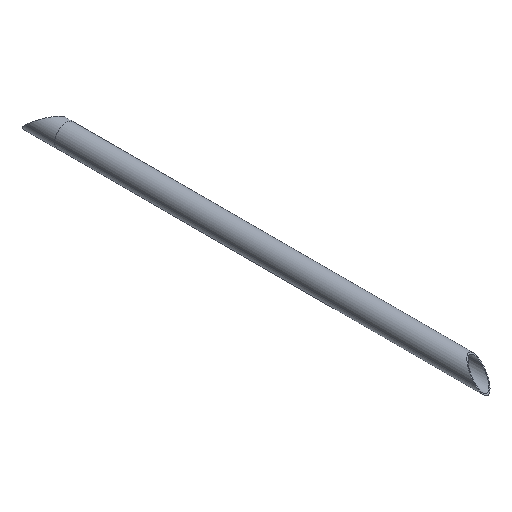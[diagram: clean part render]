
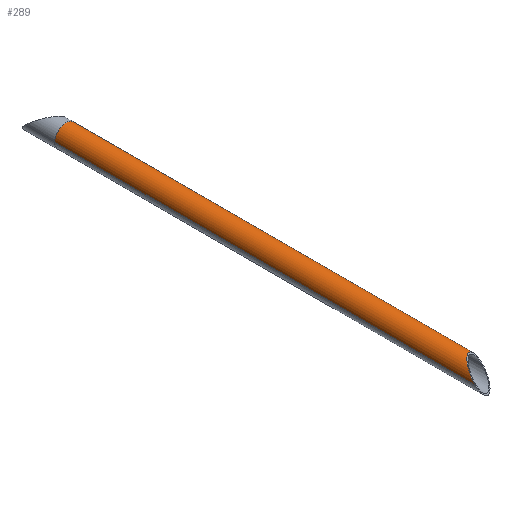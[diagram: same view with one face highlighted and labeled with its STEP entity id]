
A CAD part, isometric view. The second image highlights one B-rep face of the part: STEP entity #289.
In plain terms, the highlighted cylindrical face has radius 15 mm (diameter 30 mm), a partial arc.
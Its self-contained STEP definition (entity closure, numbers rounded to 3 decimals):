
#106=CARTESIAN_POINT('Vertex',(-2180.,-303.464,326.443)) ;
#108=CARTESIAN_POINT('Vertex',(-2150.,-283.096,326.443)) ;
#112=CARTESIAN_POINT('Control Point',(-2150.,-283.096,326.443)) ;
#113=CARTESIAN_POINT('Control Point',(-2150.,-282.235,327.312)) ;
#114=CARTESIAN_POINT('Control Point',(-2150.063,-281.396,328.202)) ;
#115=CARTESIAN_POINT('Control Point',(-2150.195,-280.584,329.112)) ;
#116=CARTESIAN_POINT('Control Point',(-2150.573,-279.183,330.786)) ;
#117=CARTESIAN_POINT('Control Point',(-2151.237,-277.942,332.493)) ;
#118=CARTESIAN_POINT('Control Point',(-2151.596,-277.427,333.259)) ;
#119=CARTESIAN_POINT('Control Point',(-2152.375,-276.582,334.646)) ;
#120=CARTESIAN_POINT('Control Point',(-2153.39,-275.943,335.987)) ;
#121=CARTESIAN_POINT('Control Point',(-2153.898,-275.705,336.576)) ;
#122=CARTESIAN_POINT('Control Point',(-2155.02,-275.339,337.713)) ;
#123=CARTESIAN_POINT('Control Point',(-2156.313,-275.227,338.713)) ;
#124=CARTESIAN_POINT('Control Point',(-2157.002,-275.239,339.173)) ;
#125=CARTESIAN_POINT('Control Point',(-2158.202,-275.376,339.858)) ;
#126=CARTESIAN_POINT('Control Point',(-2159.442,-275.689,340.391)) ;
#127=CARTESIAN_POINT('Control Point',(-2159.947,-275.844,340.581)) ;
#128=CARTESIAN_POINT('Control Point',(-2161.305,-276.326,341.025)) ;
#129=CARTESIAN_POINT('Control Point',(-2162.647,-276.971,341.294)) ;
#130=CARTESIAN_POINT('Control Point',(-2163.473,-277.429,341.398)) ;
#131=CARTESIAN_POINT('Control Point',(-2165.268,-278.542,341.504)) ;
#132=CARTESIAN_POINT('Control Point',(-2166.946,-279.826,341.358)) ;
#133=CARTESIAN_POINT('Control Point',(-2167.833,-280.573,341.212)) ;
#134=CARTESIAN_POINT('Control Point',(-2169.733,-282.314,340.757)) ;
#135=CARTESIAN_POINT('Control Point',(-2171.436,-284.173,340.048)) ;
#136=CARTESIAN_POINT('Control Point',(-2172.321,-285.227,339.59)) ;
#137=CARTESIAN_POINT('Control Point',(-2174.117,-287.558,338.468)) ;
#138=CARTESIAN_POINT('Control Point',(-2175.643,-289.951,337.098)) ;
#139=CARTESIAN_POINT('Control Point',(-2176.389,-291.252,336.295)) ;
#140=CARTESIAN_POINT('Control Point',(-2177.669,-293.759,334.642)) ;
#141=CARTESIAN_POINT('Control Point',(-2178.647,-296.261,332.788)) ;
#142=CARTESIAN_POINT('Control Point',(-2179.044,-297.453,331.857)) ;
#143=CARTESIAN_POINT('Control Point',(-2179.573,-299.398,330.255)) ;
#144=CARTESIAN_POINT('Control Point',(-2179.875,-301.295,328.547)) ;
#145=CARTESIAN_POINT('Control Point',(-2179.957,-302.031,327.861)) ;
#146=CARTESIAN_POINT('Control Point',(-2180.,-302.755,327.159)) ;
#147=CARTESIAN_POINT('Control Point',(-2180.,-303.464,326.443)) ;
#238=CARTESIAN_POINT('Axis2P3D Location',(-2165.,-296.003,326.443)) ;
#243=CARTESIAN_POINT('Line Origine',(-2150.,-296.003,326.443)) ;
#247=CARTESIAN_POINT('Vertex',(-2150.,263.28,326.443)) ;
#250=CARTESIAN_POINT('Line Origine',(-2180.,-296.003,326.443)) ;
#254=CARTESIAN_POINT('Vertex',(-2180.,-272.28,326.443)) ;
#257=CARTESIAN_POINT('Line Origine',(-2180.,-296.003,326.443)) ;
#261=CARTESIAN_POINT('Vertex',(-2180.,263.28,326.443)) ;
#277=CARTESIAN_POINT('Axis2P3D Location',(-2165.,263.28,326.443)) ;
#239=DIRECTION('Axis2P3D Direction',(0.,-1.,0.)) ;
#240=DIRECTION('Axis2P3D XDirection',(1.,0.,0.)) ;
#244=DIRECTION('Vector Direction',(0.,-1.,0.)) ;
#251=DIRECTION('Vector Direction',(0.,-1.,0.)) ;
#258=DIRECTION('Vector Direction',(0.,-1.,0.)) ;
#278=DIRECTION('Axis2P3D Direction',(0.,-1.,0.)) ;
#241=AXIS2_PLACEMENT_3D('Cylinder Axis2P3D',#238,#239,#240) ;
#279=AXIS2_PLACEMENT_3D('Circle Axis2P3D',#277,#278,$) ;
#283=ORIENTED_EDGE('',*,*,#263,.F.) ;
#284=ORIENTED_EDGE('',*,*,#256,.T.) ;
#285=ORIENTED_EDGE('',*,*,#148,.F.) ;
#286=ORIENTED_EDGE('',*,*,#249,.F.) ;
#287=ORIENTED_EDGE('',*,*,#281,.F.) ;
#245=VECTOR('Line Direction',#244,1.) ;
#252=VECTOR('Line Direction',#251,1.) ;
#259=VECTOR('Line Direction',#258,1.) ;
#289=ADVANCED_FACE('Corps principal',(#288),#242,.T.) ;
#111=B_SPLINE_CURVE_WITH_KNOTS('',5,(#112,#113,#114,#115,#116,#117,#118,#119,#120,#121,#122,#123,#124,#125,#126,#127,#128,#129,#130,#131,#132,#133,#134,#135,#136,#137,#138,#139,#140,#141,#142,#143,#144,#145,#146,#147),.UNSPECIFIED.,.F.,.U.,(6,3,3,3,3,3,3,3,3,3,3,6),(0.,8.647,15.612,21.327,27.14,31.099,37.783,46.019,56.253,68.257,79.297,86.425),.UNSPECIFIED.) ;
#280=CIRCLE('generated circle',#279,15.) ;
#242=CYLINDRICAL_SURFACE('generated cylinder',#241,15.) ;
#148=EDGE_CURVE('',#109,#107,#111,.T.) ;
#249=EDGE_CURVE('',#248,#109,#246,.T.) ;
#256=EDGE_CURVE('',#255,#107,#253,.T.) ;
#263=EDGE_CURVE('',#255,#262,#260,.F.) ;
#281=EDGE_CURVE('',#262,#248,#280,.F.) ;
#282=EDGE_LOOP('',(#283,#284,#285,#286,#287)) ;
#288=FACE_OUTER_BOUND('',#282,.T.) ;
#246=LINE('Line',#243,#245) ;
#253=LINE('Line',#250,#252) ;
#260=LINE('Line',#257,#259) ;
#107=VERTEX_POINT('',#106) ;
#109=VERTEX_POINT('',#108) ;
#248=VERTEX_POINT('',#247) ;
#255=VERTEX_POINT('',#254) ;
#262=VERTEX_POINT('',#261) ;
